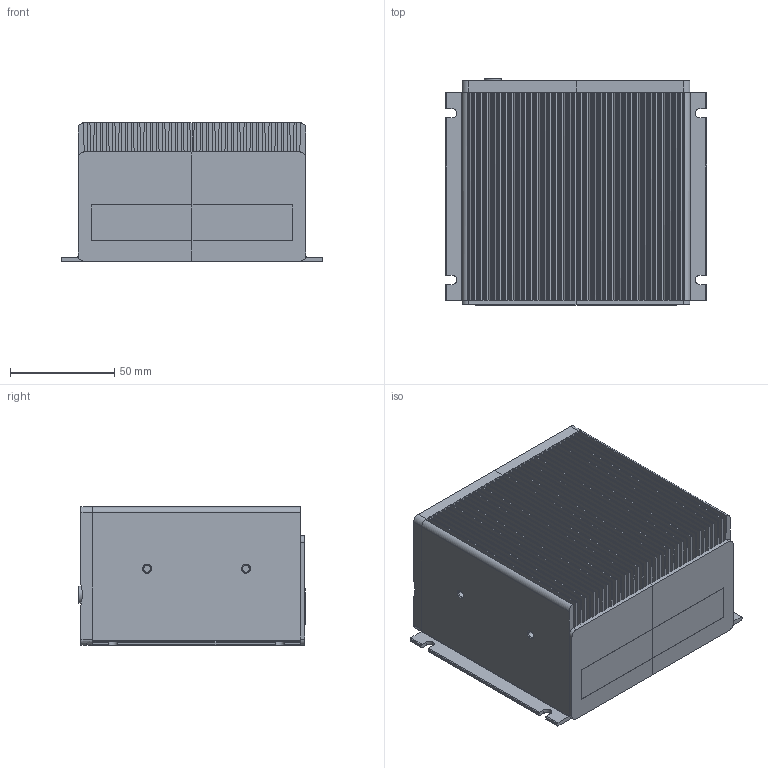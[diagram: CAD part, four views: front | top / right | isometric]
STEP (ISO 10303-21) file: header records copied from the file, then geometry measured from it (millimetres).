
FILE_DESCRIPTION(/* description */ (''),/* implementation_level */ '2;1');
FILE_NAME(/* name */ 'Mist_Box PC_Box_Simplified Model_110321',/* time_stamp */ '2021-03-11T15:57:42+03:00',/* author */ (''),/* organization */ (''),/* preprocessor_version */ 'ST-DEVELOPER v18',/* originating_system */ '',/* authorisation */ '');
FILE_SCHEMA (('AUTOMOTIVE_DESIGN { 1 0 10303 214 3 1 1 }'));
Length unit declared in the file: millimetre
Bounding box: 125.5 x 108.7 x 66.54 mm (x, y, z)
Volume: 672670.3 mm3; surface area: 175104.7 mm2
Topology: 1 solids, 1 shells, 509 faces, 1331 edges, 826 vertices
Faces by surface type: bspline 509
Entity records: 19191 total; most frequent: CARTESIAN_POINT 12186, ORIENTED_EDGE 2658, EDGE_CURVE 1329, VERTEX_POINT 826, EDGE_LOOP 513, FACE_OUTER_BOUND 509, ADVANCED_FACE 509, B_SPLINE_SURFACE_WITH_KNOTS 491
